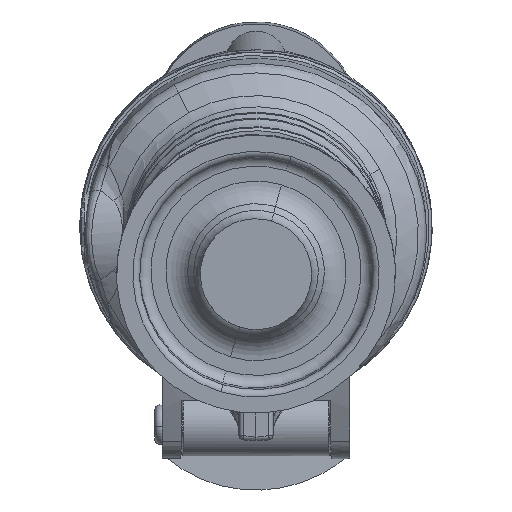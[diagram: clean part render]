
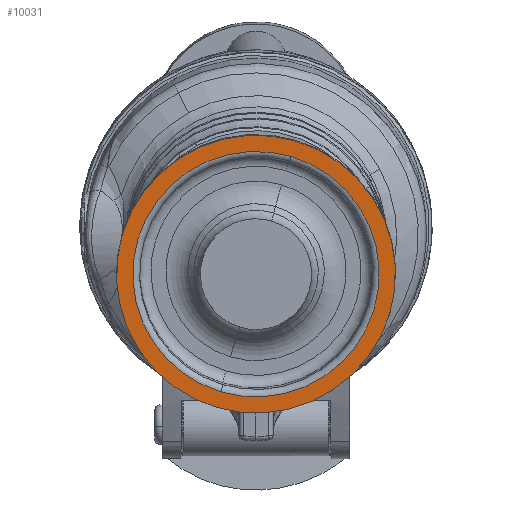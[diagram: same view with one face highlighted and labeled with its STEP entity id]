
A CAD part, top view. The second image highlights one B-rep face of the part: STEP entity #10031.
In plain terms, the highlighted planar face has unit normal (0, -0.093, 0.996).
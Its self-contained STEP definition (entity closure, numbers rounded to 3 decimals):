
#2235=CARTESIAN_POINT('',(0.,-11.707,
93.596));
#2236=DIRECTION('',(0.,0.093,-0.996));
#2237=DIRECTION('',(-0.285,-0.954,-0.089));
#2238=AXIS2_PLACEMENT_3D('',#2235,#2236,#2237);
#2240=CARTESIAN_POINT('',(0.,-11.707,
93.596));
#2241=DIRECTION('',(0.,0.093,-0.996));
#2242=DIRECTION('',(0.285,0.954,0.089));
#2243=AXIS2_PLACEMENT_3D('',#2240,#2241,#2242);
#2245=CARTESIAN_POINT('',(0.,-11.707,
93.596));
#2246=DIRECTION('',(0.,0.093,-0.996));
#2247=DIRECTION('',(0.285,0.954,0.089));
#2248=AXIS2_PLACEMENT_3D('',#2245,#2246,#2247);
#2250=CARTESIAN_POINT('',(0.,-11.707,
93.596));
#2251=DIRECTION('',(0.,-0.093,0.996));
#2252=DIRECTION('',(0.285,0.954,0.089));
#2253=AXIS2_PLACEMENT_3D('',#2250,#2251,#2252);
#5720=CARTESIAN_POINT('',(-6.18,-32.396,
91.662));
#5721=VERTEX_POINT('',#5720);
#5722=CARTESIAN_POINT('',(6.18,8.981,95.529));
#5723=VERTEX_POINT('',#5722);
#5736=CARTESIAN_POINT('',(6.997,11.714,95.785));
#5737=CARTESIAN_POINT('',(-6.997,-35.129,
91.407));
#5738=VERTEX_POINT('',#5736);
#5739=VERTEX_POINT('',#5737);
#10016=CARTESIAN_POINT('',(-17.418,-28.922,
91.987));
#10017=DIRECTION('',(0.,-0.093,0.996));
#10018=DIRECTION('',(0.821,0.568,0.053));
#10019=AXIS2_PLACEMENT_3D('',#10016,#10017,#10018);
#10020=PLANE('',#10019);
#10021=ORIENTED_EDGE('',*,*,#9996,.T.);
#10022=ORIENTED_EDGE('',*,*,#10010,.T.);
#10023=EDGE_LOOP('',(#10021,#10022));
#10024=FACE_OUTER_BOUND('',#10023,.F.);
#10026=ORIENTED_EDGE('',*,*,#10025,.F.);
#10028=ORIENTED_EDGE('',*,*,#10027,.T.);
#10029=EDGE_LOOP('',(#10026,#10028));
#10030=FACE_BOUND('',#10029,.F.);
#10031=ADVANCED_FACE('',(#10024,#10030),#10020,.T.);
#2239=CIRCLE('',#2238,24.542);
#2244=CIRCLE('',#2243,24.542);
#2249=CIRCLE('',#2248,21.678);
#2254=CIRCLE('',#2253,21.678);
#9996=EDGE_CURVE('',#5739,#5738,#2239,.T.);
#10010=EDGE_CURVE('',#5738,#5739,#2244,.T.);
#10025=EDGE_CURVE('',#5723,#5721,#2249,.T.);
#10027=EDGE_CURVE('',#5723,#5721,#2254,.T.);
